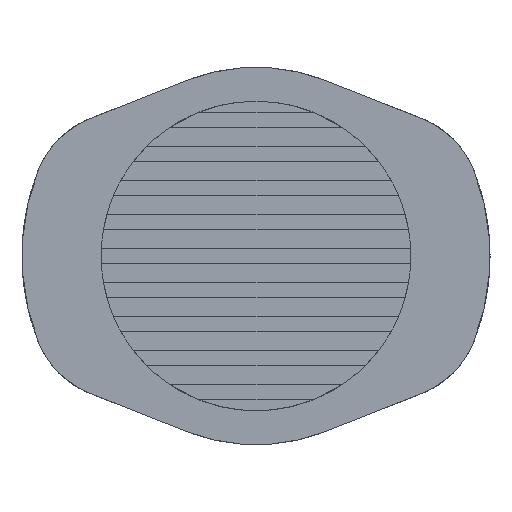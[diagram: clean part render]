
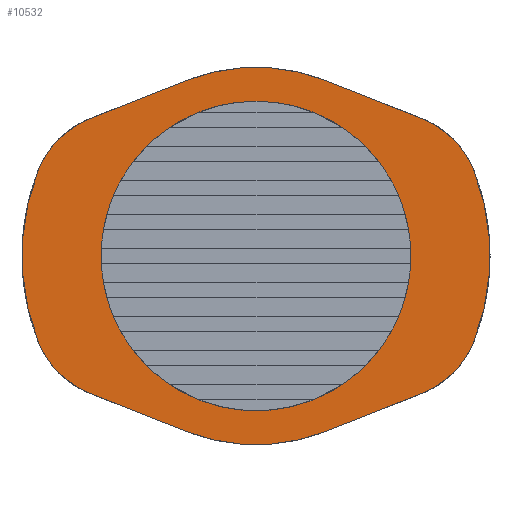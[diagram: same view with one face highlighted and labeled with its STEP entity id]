
A CAD part, left-side view. The second image highlights one B-rep face of the part: STEP entity #10532.
In plain terms, the highlighted planar face has unit normal (-1, 0, 0).
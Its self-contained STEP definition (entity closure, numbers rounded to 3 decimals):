
#384=PLANE('',#11405);
#709=FACE_BOUND('',#2113,.T.);
#1027=CIRCLE('',#11077,12.5);
#1141=CIRCLE('',#11246,9.5);
#1220=CIRCLE('',#11338,15.5);
#1222=CIRCLE('',#11341,15.5);
#1253=CIRCLE('',#11406,6.);
#1254=CIRCLE('',#11407,6.);
#1255=CIRCLE('',#11408,6.);
#1256=CIRCLE('',#11409,6.);
#1257=CIRCLE('',#11410,12.5);
#1506=FACE_OUTER_BOUND('',#2112,.T.);
#2112=EDGE_LOOP('',(#7900,#7901,#7902,#7903,#7904,#7905,#7906,#7907,#7908,
#7909,#7910,#7911));
#2113=EDGE_LOOP('',(#7912));
#2962=LINE('',#19519,#3861);
#2963=LINE('',#19523,#3862);
#2964=LINE('',#19525,#3863);
#2965=LINE('',#19530,#3864);
#3861=VECTOR('',#12977,1000.);
#3862=VECTOR('',#12982,1000.);
#3863=VECTOR('',#12983,1000.);
#3864=VECTOR('',#12988,1000.);
#4504=VERTEX_POINT('',#15132);
#4505=VERTEX_POINT('',#15134);
#4791=VERTEX_POINT('',#18885);
#4919=VERTEX_POINT('',#19220);
#4949=VERTEX_POINT('',#19280);
#4952=VERTEX_POINT('',#19287);
#4953=VERTEX_POINT('',#19289);
#5025=VERTEX_POINT('',#19517);
#5026=VERTEX_POINT('',#19518);
#5027=VERTEX_POINT('',#19521);
#5028=VERTEX_POINT('',#19524);
#5029=VERTEX_POINT('',#19527);
#5030=VERTEX_POINT('',#19529);
#5561=EDGE_CURVE('',#4505,#4504,#1027,.T.);
#5878=EDGE_CURVE('',#4791,#4791,#1141,.T.);
#6049=EDGE_CURVE('',#4949,#4919,#1220,.T.);
#6052=EDGE_CURVE('',#4952,#4953,#1222,.T.);
#6174=EDGE_CURVE('',#5025,#5026,#2962,.T.);
#6175=EDGE_CURVE('',#5026,#4919,#1253,.T.);
#6176=EDGE_CURVE('',#4949,#5027,#1254,.T.);
#6177=EDGE_CURVE('',#5027,#4505,#2963,.T.);
#6178=EDGE_CURVE('',#4504,#5028,#2964,.T.);
#6179=EDGE_CURVE('',#5028,#4953,#1255,.T.);
#6180=EDGE_CURVE('',#4952,#5029,#1256,.T.);
#6181=EDGE_CURVE('',#5029,#5030,#2965,.T.);
#6182=EDGE_CURVE('',#5030,#5025,#1257,.T.);
#7900=ORIENTED_EDGE('',*,*,#6174,.T.);
#7901=ORIENTED_EDGE('',*,*,#6175,.T.);
#7902=ORIENTED_EDGE('',*,*,#6049,.F.);
#7903=ORIENTED_EDGE('',*,*,#6176,.T.);
#7904=ORIENTED_EDGE('',*,*,#6177,.T.);
#7905=ORIENTED_EDGE('',*,*,#5561,.T.);
#7906=ORIENTED_EDGE('',*,*,#6178,.T.);
#7907=ORIENTED_EDGE('',*,*,#6179,.T.);
#7908=ORIENTED_EDGE('',*,*,#6052,.F.);
#7909=ORIENTED_EDGE('',*,*,#6180,.T.);
#7910=ORIENTED_EDGE('',*,*,#6181,.T.);
#7911=ORIENTED_EDGE('',*,*,#6182,.T.);
#7912=ORIENTED_EDGE('',*,*,#5878,.T.);
#10532=ADVANCED_FACE('',(#1506,#709),#384,.T.);
#11077=AXIS2_PLACEMENT_3D('',#15135,#12048,#12049);
#11246=AXIS2_PLACEMENT_3D('',#18886,#12475,#12476);
#11338=AXIS2_PLACEMENT_3D('',#19282,#12749,#12750);
#11341=AXIS2_PLACEMENT_3D('',#19290,#12756,#12757);
#11405=AXIS2_PLACEMENT_3D('',#19516,#12975,#12976);
#11406=AXIS2_PLACEMENT_3D('',#19520,#12978,#12979);
#11407=AXIS2_PLACEMENT_3D('',#19522,#12980,#12981);
#11408=AXIS2_PLACEMENT_3D('',#19526,#12984,#12985);
#11409=AXIS2_PLACEMENT_3D('',#19528,#12986,#12987);
#11410=AXIS2_PLACEMENT_3D('',#19531,#12989,#12990);
#12048=DIRECTION('center_axis',(-1.,0.,0.));
#12049=DIRECTION('ref_axis',(0.,0.,1.));
#12475=DIRECTION('center_axis',(1.,0.,0.));
#12476=DIRECTION('ref_axis',(0.,0.,-1.));
#12749=DIRECTION('center_axis',(1.,0.,0.));
#12750=DIRECTION('ref_axis',(0.,0.,-1.));
#12756=DIRECTION('center_axis',(1.,0.,0.));
#12757=DIRECTION('ref_axis',(0.,0.,-1.));
#12975=DIRECTION('center_axis',(-1.,0.,0.));
#12976=DIRECTION('ref_axis',(0.,0.,1.));
#12977=DIRECTION('',(0.,-0.93,0.367));
#12978=DIRECTION('center_axis',(-1.,0.,0.));
#12979=DIRECTION('ref_axis',(0.,0.,1.));
#12980=DIRECTION('center_axis',(-1.,0.,0.));
#12981=DIRECTION('ref_axis',(0.,0.,-1.));
#12982=DIRECTION('',(0.,0.93,0.367));
#12983=DIRECTION('',(0.,0.93,-0.367));
#12984=DIRECTION('center_axis',(-1.,0.,0.));
#12985=DIRECTION('ref_axis',(0.,0.,1.));
#12986=DIRECTION('center_axis',(-1.,0.,0.));
#12987=DIRECTION('ref_axis',(0.,0.,-1.));
#12988=DIRECTION('',(0.,-0.93,-0.367));
#12989=DIRECTION('center_axis',(-1.,0.,0.));
#12990=DIRECTION('ref_axis',(0.,0.,1.));
#15132=CARTESIAN_POINT('',(0.,4.592,11.626));
#15134=CARTESIAN_POINT('',(0.,-4.592,11.626));
#15135=CARTESIAN_POINT('Origin',(0.,0.,0.));
#18885=CARTESIAN_POINT('',(0.,0.,9.5));
#18886=CARTESIAN_POINT('Origin',(0.,0.,0.));
#19220=CARTESIAN_POINT('',(0.,-14.41,-5.711));
#19280=CARTESIAN_POINT('',(0.,-14.41,5.711));
#19282=CARTESIAN_POINT('Origin',(0.,0.,0.));
#19287=CARTESIAN_POINT('',(0.,14.41,-5.711));
#19289=CARTESIAN_POINT('',(0.,14.41,5.711));
#19290=CARTESIAN_POINT('Origin',(0.,0.,0.));
#19516=CARTESIAN_POINT('Origin',(0.,9.5,
0.));
#19517=CARTESIAN_POINT('',(0.,-4.592,-11.626));
#19518=CARTESIAN_POINT('',(0.,-11.036,-9.08));
#19519=CARTESIAN_POINT('',(0.,-4.592,-11.626));
#19520=CARTESIAN_POINT('Origin',(0.,-8.832,-3.5));
#19521=CARTESIAN_POINT('',(0.,-11.036,9.08));
#19522=CARTESIAN_POINT('Origin',(0.,-8.832,3.5));
#19523=CARTESIAN_POINT('',(0.,-4.592,11.626));
#19524=CARTESIAN_POINT('',(0.,11.036,9.08));
#19525=CARTESIAN_POINT('',(0.,4.592,11.626));
#19526=CARTESIAN_POINT('Origin',(0.,8.832,3.5));
#19527=CARTESIAN_POINT('',(0.,11.036,-9.08));
#19528=CARTESIAN_POINT('Origin',(0.,8.832,-3.5));
#19529=CARTESIAN_POINT('',(0.,4.592,-11.626));
#19530=CARTESIAN_POINT('',(0.,4.592,-11.626));
#19531=CARTESIAN_POINT('Origin',(0.,0.,0.));
